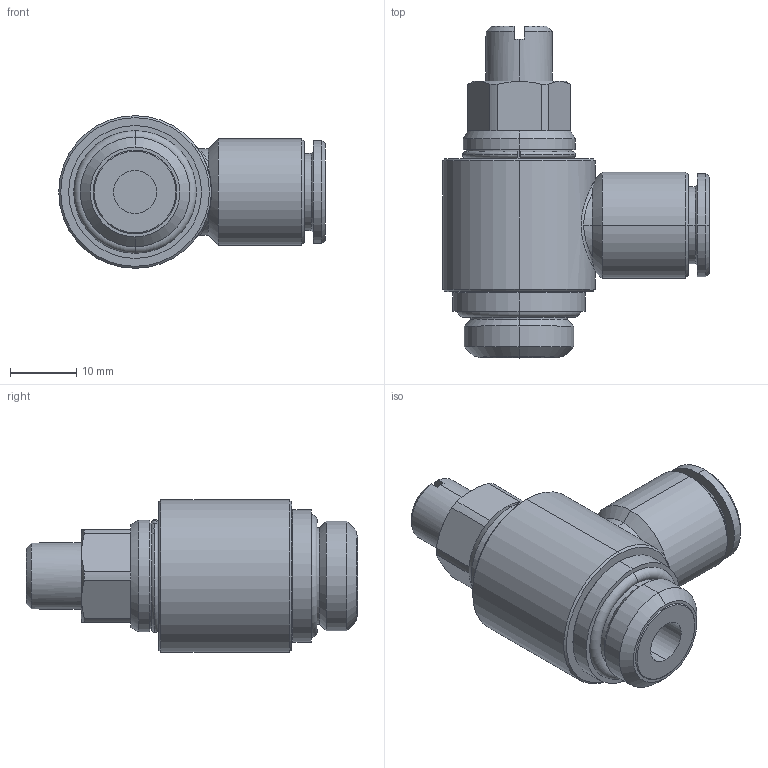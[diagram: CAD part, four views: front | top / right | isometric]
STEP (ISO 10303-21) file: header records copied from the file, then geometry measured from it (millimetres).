
FILE_DESCRIPTION (( 'STEP AP203' ), '1' );
FILE_NAME ('04280B53.STEP', '2010-05-04T12:27:19', ( '' ), ( 'sopra-pneumatic' ), 'SwSTEP 2.0', 'SolidWorks 2009', '' );
FILE_SCHEMA (( 'CONFIG_CONTROL_DESIGN' ));
Length unit declared in the file: millimetre
Products named in the file (1): 04280B53
Bounding box: 40.15 x 50 x 23 mm (x, y, z)
Volume: 14835 mm3; surface area: 5859.1 mm2
Topology: 2 solids, 4 shells, 112 faces, 231 edges, 141 vertices
Faces by surface type: cylinder 42, plane 36, cone 28, torus 4, bspline 2
Entity records: 4151 total; most frequent: CARTESIAN_POINT 1665, DIRECTION 544, ORIENTED_EDGE 462, EDGE_CURVE 231, AXIS2_PLACEMENT_3D 230, VERTEX_POINT 141, EDGE_LOOP 126, CIRCLE 119
